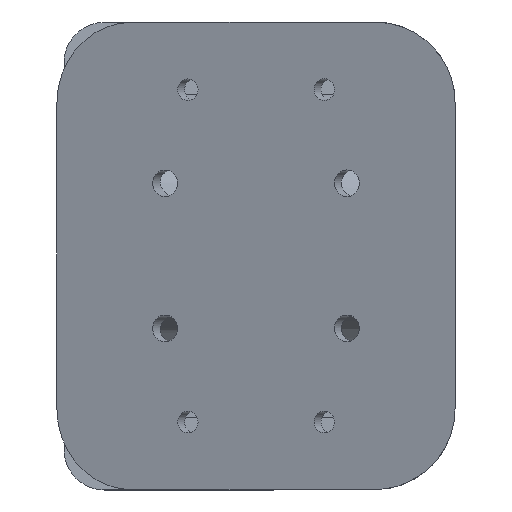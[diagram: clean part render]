
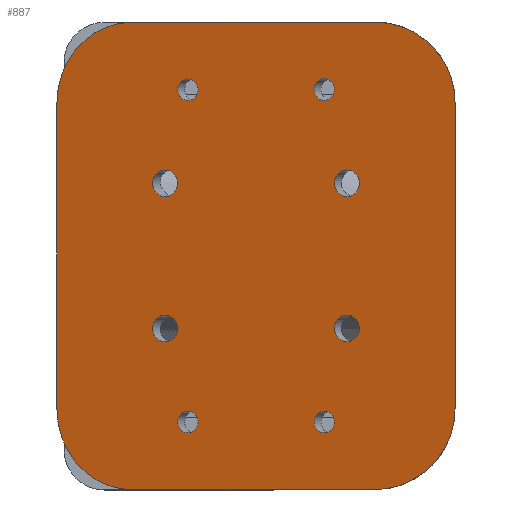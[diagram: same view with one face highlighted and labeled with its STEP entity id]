
A CAD part, top view. The second image highlights one B-rep face of the part: STEP entity #887.
In plain terms, the highlighted planar face has unit normal (-0.342, 0, 0.94).
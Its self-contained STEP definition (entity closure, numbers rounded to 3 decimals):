
#35=FACE_BOUND('',#132,.T.);
#36=FACE_BOUND('',#133,.T.);
#37=FACE_BOUND('',#134,.T.);
#38=FACE_BOUND('',#135,.T.);
#39=FACE_BOUND('',#136,.T.);
#40=FACE_BOUND('',#137,.T.);
#41=FACE_BOUND('',#138,.T.);
#42=FACE_BOUND('',#139,.T.);
#59=ELLIPSE('',#950,21.284,20.);
#60=ELLIPSE('',#951,21.284,20.);
#72=PLANE('',#948);
#87=FACE_OUTER_BOUND('',#131,.T.);
#131=EDGE_LOOP('',(#597,#598,#599,#600,#601,#602,#603,#604));
#132=EDGE_LOOP('',(#605));
#133=EDGE_LOOP('',(#606));
#134=EDGE_LOOP('',(#607));
#135=EDGE_LOOP('',(#608));
#136=EDGE_LOOP('',(#609));
#137=EDGE_LOOP('',(#610));
#138=EDGE_LOOP('',(#611));
#139=EDGE_LOOP('',(#612));
#199=LINE('',#1326,#261);
#202=LINE('',#1332,#264);
#203=LINE('',#1336,#265);
#204=LINE('',#1340,#266);
#261=VECTOR('',#1059,10.);
#264=VECTOR('',#1064,10.);
#265=VECTOR('',#1067,10.);
#266=VECTOR('',#1070,10.);
#321=CIRCLE('',#945,20.);
#323=CIRCLE('',#949,20.);
#324=CIRCLE('',#952,3.3);
#325=CIRCLE('',#953,3.3);
#326=CIRCLE('',#954,3.3);
#327=CIRCLE('',#955,3.3);
#328=CIRCLE('',#956,2.7);
#329=CIRCLE('',#957,2.7);
#330=CIRCLE('',#958,2.7);
#331=CIRCLE('',#959,2.7);
#367=VERTEX_POINT('',#1316);
#368=VERTEX_POINT('',#1317);
#371=VERTEX_POINT('',#1325);
#373=VERTEX_POINT('',#1331);
#374=VERTEX_POINT('',#1333);
#375=VERTEX_POINT('',#1335);
#376=VERTEX_POINT('',#1337);
#377=VERTEX_POINT('',#1339);
#378=VERTEX_POINT('',#1342);
#379=VERTEX_POINT('',#1344);
#380=VERTEX_POINT('',#1346);
#381=VERTEX_POINT('',#1348);
#382=VERTEX_POINT('',#1350);
#383=VERTEX_POINT('',#1352);
#384=VERTEX_POINT('',#1354);
#385=VERTEX_POINT('',#1356);
#455=EDGE_CURVE('',#367,#368,#321,.T.);
#459=EDGE_CURVE('',#368,#371,#199,.T.);
#462=EDGE_CURVE('',#367,#373,#202,.T.);
#463=EDGE_CURVE('',#374,#373,#323,.T.);
#464=EDGE_CURVE('',#375,#374,#203,.T.);
#465=EDGE_CURVE('',#376,#375,#59,.T.);
#466=EDGE_CURVE('',#377,#376,#204,.T.);
#467=EDGE_CURVE('',#371,#377,#60,.T.);
#468=EDGE_CURVE('',#378,#378,#324,.F.);
#469=EDGE_CURVE('',#379,#379,#325,.F.);
#470=EDGE_CURVE('',#380,#380,#326,.F.);
#471=EDGE_CURVE('',#381,#381,#327,.F.);
#472=EDGE_CURVE('',#382,#382,#328,.T.);
#473=EDGE_CURVE('',#383,#383,#329,.T.);
#474=EDGE_CURVE('',#384,#384,#330,.T.);
#475=EDGE_CURVE('',#385,#385,#331,.T.);
#597=ORIENTED_EDGE('',*,*,#455,.F.);
#598=ORIENTED_EDGE('',*,*,#462,.T.);
#599=ORIENTED_EDGE('',*,*,#463,.F.);
#600=ORIENTED_EDGE('',*,*,#464,.F.);
#601=ORIENTED_EDGE('',*,*,#465,.F.);
#602=ORIENTED_EDGE('',*,*,#466,.F.);
#603=ORIENTED_EDGE('',*,*,#467,.F.);
#604=ORIENTED_EDGE('',*,*,#459,.F.);
#605=ORIENTED_EDGE('',*,*,#468,.T.);
#606=ORIENTED_EDGE('',*,*,#469,.T.);
#607=ORIENTED_EDGE('',*,*,#470,.T.);
#608=ORIENTED_EDGE('',*,*,#471,.T.);
#609=ORIENTED_EDGE('',*,*,#472,.T.);
#610=ORIENTED_EDGE('',*,*,#473,.T.);
#611=ORIENTED_EDGE('',*,*,#474,.T.);
#612=ORIENTED_EDGE('',*,*,#475,.T.);
#887=ADVANCED_FACE('',(#87,#35,#36,#37,#38,#39,#40,#41,#42),#72,.F.);
#945=AXIS2_PLACEMENT_3D('',#1318,#1051,#1052);
#948=AXIS2_PLACEMENT_3D('',#1330,#1062,#1063);
#949=AXIS2_PLACEMENT_3D('',#1334,#1065,#1066);
#950=AXIS2_PLACEMENT_3D('',#1338,#1068,#1069);
#951=AXIS2_PLACEMENT_3D('',#1341,#1071,#1072);
#952=AXIS2_PLACEMENT_3D('',#1343,#1073,#1074);
#953=AXIS2_PLACEMENT_3D('',#1345,#1075,#1076);
#954=AXIS2_PLACEMENT_3D('',#1347,#1077,#1078);
#955=AXIS2_PLACEMENT_3D('',#1349,#1079,#1080);
#956=AXIS2_PLACEMENT_3D('',#1351,#1081,#1082);
#957=AXIS2_PLACEMENT_3D('',#1353,#1083,#1084);
#958=AXIS2_PLACEMENT_3D('',#1355,#1085,#1086);
#959=AXIS2_PLACEMENT_3D('',#1357,#1087,#1088);
#1051=DIRECTION('center_axis',(0.342,0.,
-0.94));
#1052=DIRECTION('ref_axis',(-0.664,0.707,-0.242));
#1059=DIRECTION('',(0.94,0.,0.342));
#1062=DIRECTION('center_axis',(0.342,0.,
-0.94));
#1063=DIRECTION('ref_axis',(0.94,0.,0.342));
#1064=DIRECTION('',(0.,-1.,0.));
#1065=DIRECTION('center_axis',(0.342,0.,
-0.94));
#1066=DIRECTION('ref_axis',(-0.664,-0.707,-0.242));
#1067=DIRECTION('',(-0.94,0.,-0.342));
#1068=DIRECTION('center_axis',(0.342,0.,
-0.94));
#1069=DIRECTION('ref_axis',(0.94,0.,0.342));
#1070=DIRECTION('',(0.,-1.,0.));
#1071=DIRECTION('center_axis',(0.342,0.,
-0.94));
#1072=DIRECTION('ref_axis',(0.94,0.,0.342));
#1073=DIRECTION('center_axis',(-0.342,0.,
0.94));
#1074=DIRECTION('ref_axis',(-0.94,0.,-0.342));
#1075=DIRECTION('center_axis',(-0.342,0.,
0.94));
#1076=DIRECTION('ref_axis',(-0.94,0.,-0.342));
#1077=DIRECTION('center_axis',(-0.342,0.,
0.94));
#1078=DIRECTION('ref_axis',(-0.94,0.,-0.342));
#1079=DIRECTION('center_axis',(-0.342,0.,
0.94));
#1080=DIRECTION('ref_axis',(-0.94,0.,-0.342));
#1081=DIRECTION('center_axis',(0.342,0.,
-0.94));
#1082=DIRECTION('ref_axis',(-0.94,0.,-0.342));
#1083=DIRECTION('center_axis',(0.342,0.,
-0.94));
#1084=DIRECTION('ref_axis',(-0.94,0.,-0.342));
#1085=DIRECTION('center_axis',(0.342,0.,
-0.94));
#1086=DIRECTION('ref_axis',(-0.94,0.,-0.342));
#1087=DIRECTION('center_axis',(0.342,0.,
-0.94));
#1088=DIRECTION('ref_axis',(-0.94,0.,-0.342));
#1316=CARTESIAN_POINT('',(-48.752,38.,22.904));
#1317=CARTESIAN_POINT('',(-29.958,58.,29.744));
#1318=CARTESIAN_POINT('Origin',(-29.958,38.,29.744));
#1325=CARTESIAN_POINT('',(30.,58.,51.567));
#1326=CARTESIAN_POINT('',(35.874,58.,53.705));
#1330=CARTESIAN_POINT('Origin',(0.635,0.,
40.879));
#1331=CARTESIAN_POINT('',(-48.752,-38.,22.904));
#1332=CARTESIAN_POINT('',(-48.752,-57.,22.904));
#1333=CARTESIAN_POINT('',(-29.958,-58.,29.744));
#1334=CARTESIAN_POINT('Origin',(-29.958,-38.,29.744));
#1335=CARTESIAN_POINT('',(30.,-58.,51.567));
#1336=CARTESIAN_POINT('',(-34.603,-58.,28.053));
#1337=CARTESIAN_POINT('',(50.,-38.,58.846));
#1338=CARTESIAN_POINT('Origin',(30.,-38.,51.567));
#1339=CARTESIAN_POINT('',(50.,38.,58.846));
#1340=CARTESIAN_POINT('',(50.,-29.,58.846));
#1341=CARTESIAN_POINT('Origin',(30.,38.,51.567));
#1342=CARTESIAN_POINT('',(26.289,-18.,50.216));
#1343=CARTESIAN_POINT('Origin',(23.188,-18.,49.088));
#1344=CARTESIAN_POINT('',(26.289,18.,50.216));
#1345=CARTESIAN_POINT('Origin',(23.188,18.,49.088));
#1346=CARTESIAN_POINT('',(-18.816,-18.,33.799));
#1347=CARTESIAN_POINT('Origin',(-21.917,-18.,32.671));
#1348=CARTESIAN_POINT('',(-18.816,18.,33.799));
#1349=CARTESIAN_POINT('Origin',(-21.917,18.,32.671));
#1350=CARTESIAN_POINT('',(20.087,41.225,47.959));
#1351=CARTESIAN_POINT('Origin',(17.55,41.225,47.035));
#1352=CARTESIAN_POINT('',(-13.742,-41.225,35.646));
#1353=CARTESIAN_POINT('Origin',(-16.279,-41.225,34.723));
#1354=CARTESIAN_POINT('',(-13.742,41.225,35.646));
#1355=CARTESIAN_POINT('Origin',(-16.279,41.225,34.723));
#1356=CARTESIAN_POINT('',(20.087,-41.225,47.959));
#1357=CARTESIAN_POINT('Origin',(17.55,-41.225,47.035));
